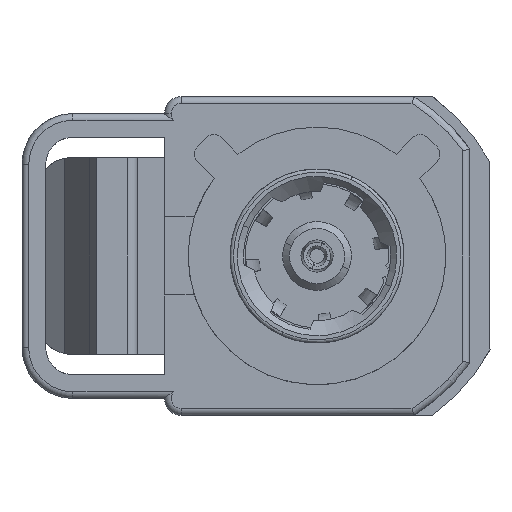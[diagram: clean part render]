
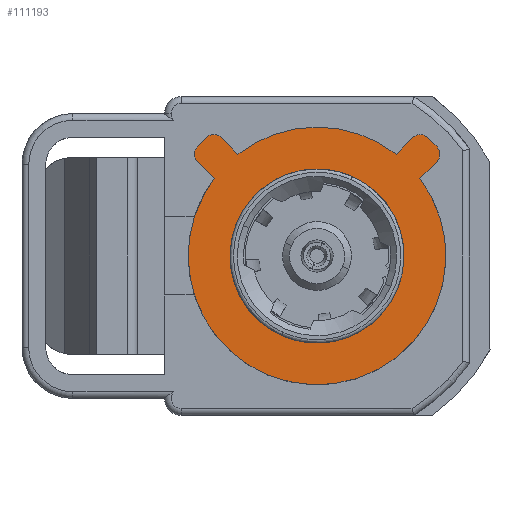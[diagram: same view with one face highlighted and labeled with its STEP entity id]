
A CAD part, left-side view. The second image highlights one B-rep face of the part: STEP entity #111193.
In plain terms, the highlighted planar face has unit normal (-1, 0, 0).
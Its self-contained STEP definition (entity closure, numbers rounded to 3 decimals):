
#306 = VECTOR ( 'NONE', #27143, 1000. ) ;
#352 = EDGE_CURVE ( 'NONE', #64025, #11160, #86123, .T. ) ;
#662 = LINE ( 'NONE', #86353, #136107 ) ;
#4062 = B_SPLINE_CURVE_WITH_KNOTS ( 'NONE', 3,
 ( #114390, #111619, #124819, #112320 ),
 .UNSPECIFIED., .F., .F.,
 ( 4, 4 ),
 ( 0., 1. ),
 .UNSPECIFIED. ) ;
#5423 = FACE_BOUND ( 'NONE', #84561, .T. ) ;
#6112 = FACE_OUTER_BOUND ( 'NONE', #64127, .T. ) ;
#6425 = CARTESIAN_POINT ( 'NONE',  ( 9.3, 1.466, 2.287 ) ) ;
#6505 = VECTOR ( 'NONE', #17031, 1000. ) ;
#6882 = EDGE_CURVE ( 'NONE', #52769, #101654, #114975, .T. ) ;
#7787 = CARTESIAN_POINT ( 'NONE',  ( 9.3, 4.5, 0. ) ) ;
#9609 = CARTESIAN_POINT ( 'NONE',  ( 9.3, 8.149, 2.907 ) ) ;
#11160 = VERTEX_POINT ( 'NONE', #6425 ) ;
#12551 = CARTESIAN_POINT ( 'NONE',  ( 9.3, 4.5, 0. ) ) ;
#13462 = EDGE_CURVE ( 'NONE', #52769, #15690, #112382, .T. ) ;
#15160 = PLANE ( 'NONE',  #23373 ) ;
#15690 = VERTEX_POINT ( 'NONE', #93146 ) ;
#16165 = CARTESIAN_POINT ( 'NONE',  ( 9.3, -1.128, 1.128 ) ) ;
#17031 = DIRECTION ( 'NONE',  ( 0., -0.707, 0.707 ) ) ;
#17091 = CIRCLE ( 'NONE', #99492, 3.8 ) ;
#17707 = ORIENTED_EDGE ( 'NONE', *, *, #13462, .T. ) ;
#18831 = VERTEX_POINT ( 'NONE', #25738 ) ;
#18908 = DIRECTION ( 'NONE',  ( 0., 0., 1. ) ) ;
#19097 = CARTESIAN_POINT ( 'NONE',  ( 9.3, 1.551, 3.612 ) ) ;
#19596 = DIRECTION ( 'NONE',  ( -1., 0., 0. ) ) ;
#19630 = CIRCLE ( 'NONE', #95254, 1.9 ) ;
#20040 = CARTESIAN_POINT ( 'NONE',  ( 9.3, 0.96, 2.793 ) ) ;
#20829 = EDGE_CURVE ( 'NONE', #96961, #133703, #19630, .T. ) ;
#22682 = ORIENTED_EDGE ( 'NONE', *, *, #113302, .T. ) ;
#23373 = AXIS2_PLACEMENT_3D ( 'NONE', #57641, #27716, #27024 ) ;
#25577 = CARTESIAN_POINT ( 'NONE',  ( 9.3, 2.621, -2.621 ) ) ;
#25738 = CARTESIAN_POINT ( 'NONE',  ( 9.3, 8.034, 2.793 ) ) ;
#26775 = CARTESIAN_POINT ( 'NONE',  ( 9.3, 8.034, 3.216 ) ) ;
#27024 = DIRECTION ( 'NONE',  ( 0., 0., 1. ) ) ;
#27143 = DIRECTION ( 'NONE',  ( 0., -0.707, -0.707 ) ) ;
#27716 = DIRECTION ( 'NONE',  ( -1., 0., 0. ) ) ;
#29223 = CARTESIAN_POINT ( 'NONE',  ( 9.3, 2.165, 2.998 ) ) ;
#30342 = AXIS2_PLACEMENT_3D ( 'NONE', #87261, #64975, #55191 ) ;
#30897 = ORIENTED_EDGE ( 'NONE', *, *, #116943, .T. ) ;
#31653 = EDGE_CURVE ( 'NONE', #133703, #96961, #39029, .T. ) ;
#31725 = VECTOR ( 'NONE', #68753, 1000. ) ;
#32307 = CARTESIAN_POINT ( 'NONE',  ( 9.3, 7.753, 3.497 ) ) ;
#33794 = ORIENTED_EDGE ( 'NONE', *, *, #128606, .F. ) ;
#35030 = VERTEX_POINT ( 'NONE', #26775 ) ;
#37211 = LINE ( 'NONE', #79790, #6505 ) ;
#39029 = CIRCLE ( 'NONE', #132573, 1.9 ) ;
#42734 = VECTOR ( 'NONE', #120176, 1000. ) ;
#42911 = ORIENTED_EDGE ( 'NONE', *, *, #94505, .F. ) ;
#43705 = B_SPLINE_CURVE_WITH_KNOTS ( 'NONE', 3,
 ( #114636, #19097, #93676, #115308 ),
 .UNSPECIFIED., .F., .F.,
 ( 4, 4 ),
 ( 0., 1. ),
 .UNSPECIFIED. ) ;
#45568 = CARTESIAN_POINT ( 'NONE',  ( 9.3, 1.674, 3.497 ) ) ;
#52769 = VERTEX_POINT ( 'NONE', #93727 ) ;
#53376 = VERTEX_POINT ( 'NONE', #118258 ) ;
#54357 = DIRECTION ( 'NONE',  ( -1., 0., 0. ) ) ;
#54716 = VERTEX_POINT ( 'NONE', #45568 ) ;
#55191 = DIRECTION ( 'NONE',  ( 0., 0., 1. ) ) ;
#57641 = CARTESIAN_POINT ( 'NONE',  ( 9.3, 0.654, -3.846 ) ) ;
#57739 = EDGE_CURVE ( 'NONE', #107184, #87343, #4062, .T. ) ;
#60107 = CARTESIAN_POINT ( 'NONE',  ( 9.3, 7.532, 2.29 ) ) ;
#61953 = EDGE_CURVE ( 'NONE', #11160, #101654, #37211, .T. ) ;
#64025 = VERTEX_POINT ( 'NONE', #60107 ) ;
#64127 = EDGE_LOOP ( 'NONE', ( #65749, #74468, #102743, #17707, #33794, #77223, #30897, #22682, #42911, #128177, #89715, #102999, #128985 ) ) ;
#64975 = DIRECTION ( 'NONE',  ( -1., 0., 0. ) ) ;
#65749 = ORIENTED_EDGE ( 'NONE', *, *, #352, .T. ) ;
#66264 = CARTESIAN_POINT ( 'NONE',  ( 9.3, 6.256, 0.726 ) ) ;
#68753 = DIRECTION ( 'NONE',  ( 0., 0.707, 0.707 ) ) ;
#71665 = VERTEX_POINT ( 'NONE', #98664 ) ;
#74468 = ORIENTED_EDGE ( 'NONE', *, *, #61953, .T. ) ;
#75332 = DIRECTION ( 'NONE',  ( -1., 0., 0. ) ) ;
#76276 = CARTESIAN_POINT ( 'NONE',  ( 9.3, 5.625, 5.625 ) ) ;
#77223 = ORIENTED_EDGE ( 'NONE', *, *, #103997, .T. ) ;
#77486 = CARTESIAN_POINT ( 'NONE',  ( 9.3, 0.96, 3.216 ) ) ;
#78870 = CARTESIAN_POINT ( 'NONE',  ( 9.3, 0.846, 2.907 ) ) ;
#79297 = ORIENTED_EDGE ( 'NONE', *, *, #20829, .F. ) ;
#79790 = CARTESIAN_POINT ( 'NONE',  ( 9.3, 1.876, 1.876 ) ) ;
#80281 = DIRECTION ( 'NONE',  ( 0., 0., 1. ) ) ;
#80301 = DIRECTION ( 'NONE',  ( 0., 0.707, 0.707 ) ) ;
#83440 = VECTOR ( 'NONE', #80301, 1000. ) ;
#83836 = EDGE_CURVE ( 'NONE', #35030, #107184, #97873, .T. ) ;
#84561 = EDGE_LOOP ( 'NONE', ( #79297, #87314 ) ) ;
#86123 = CIRCLE ( 'NONE', #114395, 3.8 ) ;
#86353 = CARTESIAN_POINT ( 'NONE',  ( 9.3, 2.6, 2.555 ) ) ;
#87261 = CARTESIAN_POINT ( 'NONE',  ( 9.3, 4.5, 0. ) ) ;
#87314 = ORIENTED_EDGE ( 'NONE', *, *, #31653, .F. ) ;
#87343 = VERTEX_POINT ( 'NONE', #101978 ) ;
#87972 = EDGE_CURVE ( 'NONE', #64025, #18831, #132864, .T. ) ;
#89217 = B_SPLINE_CURVE_WITH_KNOTS ( 'NONE', 3,
 ( #136447, #9609, #114180, #125299 ),
 .UNSPECIFIED., .F., .F.,
 ( 4, 4 ),
 ( 0., 1. ),
 .UNSPECIFIED. ) ;
#89321 = CARTESIAN_POINT ( 'NONE',  ( 9.3, 0.846, 3.092 ) ) ;
#89715 = ORIENTED_EDGE ( 'NONE', *, *, #83836, .F. ) ;
#90445 = CIRCLE ( 'NONE', #30342, 3.8 ) ;
#90574 = LINE ( 'NONE', #122636, #306 ) ;
#93146 = CARTESIAN_POINT ( 'NONE',  ( 9.3, 1.242, 3.497 ) ) ;
#93676 = CARTESIAN_POINT ( 'NONE',  ( 9.3, 1.366, 3.612 ) ) ;
#93727 = CARTESIAN_POINT ( 'NONE',  ( 9.3, 0.96, 3.216 ) ) ;
#94356 = DIRECTION ( 'NONE',  ( 0., 0., 1. ) ) ;
#94505 = EDGE_CURVE ( 'NONE', #87343, #71665, #90574, .T. ) ;
#95254 = AXIS2_PLACEMENT_3D ( 'NONE', #12551, #54357, #115807 ) ;
#95606 = VERTEX_POINT ( 'NONE', #29223 ) ;
#96961 = VERTEX_POINT ( 'NONE', #66264 ) ;
#97592 = CARTESIAN_POINT ( 'NONE',  ( 9.3, 4.5, 0. ) ) ;
#97873 = LINE ( 'NONE', #76276, #42734 ) ;
#98664 = CARTESIAN_POINT ( 'NONE',  ( 9.3, 6.832, 3. ) ) ;
#99492 = AXIS2_PLACEMENT_3D ( 'NONE', #125549, #19596, #18908 ) ;
#101654 = VERTEX_POINT ( 'NONE', #20040 ) ;
#101978 = CARTESIAN_POINT ( 'NONE',  ( 9.3, 7.33, 3.497 ) ) ;
#102743 = ORIENTED_EDGE ( 'NONE', *, *, #6882, .F. ) ;
#102999 = ORIENTED_EDGE ( 'NONE', *, *, #126121, .F. ) ;
#103997 = EDGE_CURVE ( 'NONE', #54716, #95606, #662, .T. ) ;
#107184 = VERTEX_POINT ( 'NONE', #32307 ) ;
#111193 = ADVANCED_FACE ( 'NONE', ( #6112, #5423 ), #15160, .T. ) ;
#111619 = CARTESIAN_POINT ( 'NONE',  ( 9.3, 7.638, 3.612 ) ) ;
#112320 = CARTESIAN_POINT ( 'NONE',  ( 9.3, 7.33, 3.497 ) ) ;
#112382 = LINE ( 'NONE', #16165, #83440 ) ;
#113302 = EDGE_CURVE ( 'NONE', #53376, #71665, #90445, .T. ) ;
#114180 = CARTESIAN_POINT ( 'NONE',  ( 9.3, 8.149, 3.092 ) ) ;
#114390 = CARTESIAN_POINT ( 'NONE',  ( 9.3, 7.753, 3.497 ) ) ;
#114395 = AXIS2_PLACEMENT_3D ( 'NONE', #7787, #133248, #80281 ) ;
#114636 = CARTESIAN_POINT ( 'NONE',  ( 9.3, 1.674, 3.497 ) ) ;
#114975 = B_SPLINE_CURVE_WITH_KNOTS ( 'NONE', 3,
 ( #77486, #89321, #78870, #129773 ),
 .UNSPECIFIED., .F., .F.,
 ( 4, 4 ),
 ( 0., 1. ),
 .UNSPECIFIED. ) ;
#115308 = CARTESIAN_POINT ( 'NONE',  ( 9.3, 1.242, 3.497 ) ) ;
#115385 = CARTESIAN_POINT ( 'NONE',  ( 9.3, 2.744, -0.726 ) ) ;
#115807 = DIRECTION ( 'NONE',  ( 0., 0., 1. ) ) ;
#116943 = EDGE_CURVE ( 'NONE', #95606, #53376, #17091, .T. ) ;
#118258 = CARTESIAN_POINT ( 'NONE',  ( 9.3, 4.5, 3.8 ) ) ;
#120176 = DIRECTION ( 'NONE',  ( 0., -0.707, 0.707 ) ) ;
#122636 = CARTESIAN_POINT ( 'NONE',  ( 9.3, 1.916, -1.916 ) ) ;
#124819 = CARTESIAN_POINT ( 'NONE',  ( 9.3, 7.444, 3.612 ) ) ;
#125299 = CARTESIAN_POINT ( 'NONE',  ( 9.3, 8.034, 3.216 ) ) ;
#125549 = CARTESIAN_POINT ( 'NONE',  ( 9.3, 4.5, 0. ) ) ;
#126121 = EDGE_CURVE ( 'NONE', #18831, #35030, #89217, .T. ) ;
#127535 = DIRECTION ( 'NONE',  ( 0., 0.701, -0.713 ) ) ;
#128177 = ORIENTED_EDGE ( 'NONE', *, *, #57739, .F. ) ;
#128606 = EDGE_CURVE ( 'NONE', #54716, #15690, #43705, .T. ) ;
#128985 = ORIENTED_EDGE ( 'NONE', *, *, #87972, .F. ) ;
#129773 = CARTESIAN_POINT ( 'NONE',  ( 9.3, 0.96, 2.793 ) ) ;
#132573 = AXIS2_PLACEMENT_3D ( 'NONE', #97592, #75332, #94356 ) ;
#132864 = LINE ( 'NONE', #25577, #31725 ) ;
#133248 = DIRECTION ( 'NONE',  ( -1., 0., 0. ) ) ;
#133703 = VERTEX_POINT ( 'NONE', #115385 ) ;
#136107 = VECTOR ( 'NONE', #127535, 1000. ) ;
#136447 = CARTESIAN_POINT ( 'NONE',  ( 9.3, 8.034, 2.793 ) ) ;
